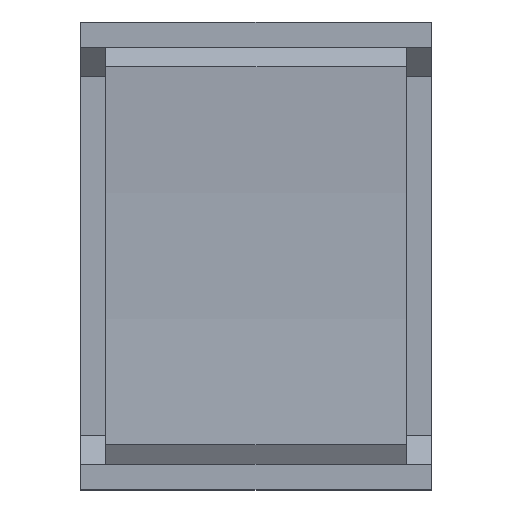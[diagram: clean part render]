
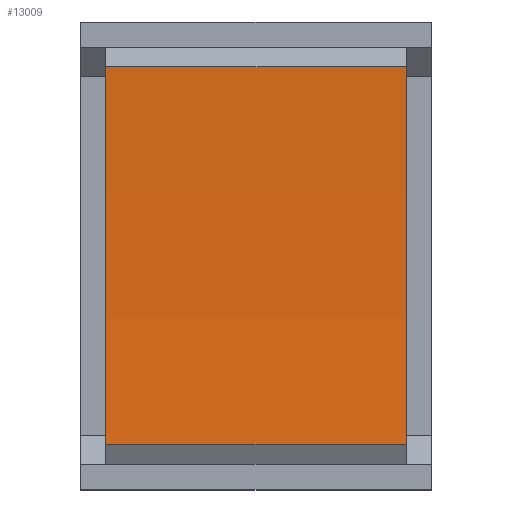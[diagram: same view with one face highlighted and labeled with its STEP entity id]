
A CAD part, top view. The second image highlights one B-rep face of the part: STEP entity #13009.
In plain terms, the highlighted cylindrical face has radius 156.967 mm (diameter 313.933 mm), a partial arc.
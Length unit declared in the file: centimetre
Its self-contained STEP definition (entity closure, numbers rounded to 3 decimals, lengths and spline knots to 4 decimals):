
#939=LINE('',#18753,#2418);
#940=LINE('',#18756,#2419);
#2418=VECTOR('',#15210,1.);
#2419=VECTOR('',#15213,1.);
#3774=CYLINDRICAL_SURFACE('',#13819,15.6967);
#3940=FACE_OUTER_BOUND('',#4639,.T.);
#4639=EDGE_LOOP('',(#9441,#9442,#9443,#9444));
#5366=CIRCLE('',#13818,15.6967);
#5367=CIRCLE('',#13820,15.6967);
#5823=VERTEX_POINT('',#18744);
#5824=VERTEX_POINT('',#18746);
#5826=VERTEX_POINT('',#18752);
#5827=VERTEX_POINT('',#18754);
#7217=EDGE_CURVE('',#5823,#5824,#5366,.T.);
#7220=EDGE_CURVE('',#5826,#5823,#939,.T.);
#7221=EDGE_CURVE('',#5827,#5826,#5367,.T.);
#7222=EDGE_CURVE('',#5824,#5827,#940,.T.);
#9441=ORIENTED_EDGE('',*,*,#7217,.F.);
#9442=ORIENTED_EDGE('',*,*,#7220,.F.);
#9443=ORIENTED_EDGE('',*,*,#7221,.F.);
#9444=ORIENTED_EDGE('',*,*,#7222,.F.);
#13009=ADVANCED_FACE('',(#3940),#3774,.F.);
#13818=AXIS2_PLACEMENT_3D('',#18747,#15204,#15205);
#13819=AXIS2_PLACEMENT_3D('',#18751,#15208,#15209);
#13820=AXIS2_PLACEMENT_3D('',#18755,#15211,#15212);
#15204=DIRECTION('center_axis',(-1.,0.,0.));
#15205=DIRECTION('ref_axis',(0.,0.062,-0.998));
#15208=DIRECTION('center_axis',(1.,0.,0.));
#15209=DIRECTION('ref_axis',(0.,0.062,-0.998));
#15210=DIRECTION('',(1.,0.,0.));
#15211=DIRECTION('center_axis',(1.,0.,0.));
#15212=DIRECTION('ref_axis',(0.,0.062,-0.998));
#15213=DIRECTION('',(-1.,0.,0.));
#18744=CARTESIAN_POINT('',(0.77,0.97,2.57));
#18746=CARTESIAN_POINT('',(0.77,-0.97,2.57));
#18747=CARTESIAN_POINT('Origin',(0.77,0.,
18.2367));
#18751=CARTESIAN_POINT('Origin',(-0.77,0.,
18.2367));
#18752=CARTESIAN_POINT('',(-0.77,0.97,2.57));
#18753=CARTESIAN_POINT('',(-0.385,0.97,2.57));
#18754=CARTESIAN_POINT('',(-0.77,-0.97,2.57));
#18755=CARTESIAN_POINT('Origin',(-0.77,0.,
18.2367));
#18756=CARTESIAN_POINT('',(0.385,-0.97,2.57));
